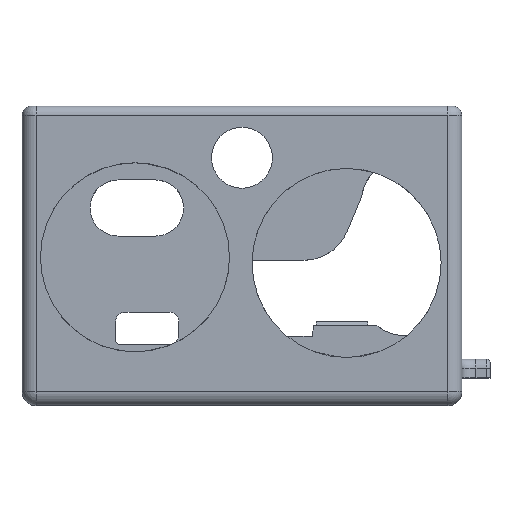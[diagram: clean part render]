
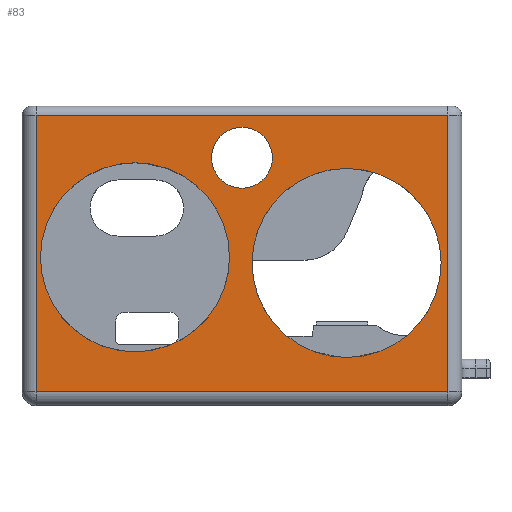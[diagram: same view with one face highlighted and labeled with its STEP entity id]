
A CAD part, top view. The second image highlights one B-rep face of the part: STEP entity #83.
In plain terms, the highlighted planar face has unit normal (0, 0, 1).
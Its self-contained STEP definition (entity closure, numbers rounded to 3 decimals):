
#47 = VERTEX_POINT ( 'NONE', #2582 ) ;
#83 = ADVANCED_FACE ( 'NONE', ( #1989, #5967, #6098, #1213 ), #3985, .F. ) ;
#107 = ORIENTED_EDGE ( 'NONE', *, *, #3589, .F. ) ;
#156 = LINE ( 'NONE', #1012, #771 ) ;
#248 = CARTESIAN_POINT ( 'NONE',  ( 171.469, -32.956, 21.5 ) ) ;
#391 = CARTESIAN_POINT ( 'NONE',  ( 0., 26.044, 21.5 ) ) ;
#582 = DIRECTION ( 'NONE',  ( 0., 0., -1. ) ) ;
#600 = CARTESIAN_POINT ( 'NONE',  ( 83.469, 26.044, 21.5 ) ) ;
#713 = CARTESIAN_POINT ( 'NONE',  ( 104.61, -4.258, 21.5 ) ) ;
#753 = EDGE_LOOP ( 'NONE', ( #107, #2183 ) ) ;
#771 = VECTOR ( 'NONE', #2920, 1000. ) ;
#923 = DIRECTION ( 'NONE',  ( -1., 0., 0. ) ) ;
#963 = DIRECTION ( 'NONE',  ( 0., 0., 1. ) ) ;
#996 = DIRECTION ( 'NONE',  ( 0., 0., 1. ) ) ;
#1004 = EDGE_CURVE ( 'NONE', #7404, #5081, #156, .T. ) ;
#1008 = CARTESIAN_POINT ( 'NONE',  ( 171.469, 26.044, 21.5 ) ) ;
#1012 = CARTESIAN_POINT ( 'NONE',  ( 171.469, 0., 21.5 ) ) ;
#1189 = DIRECTION ( 'NONE',  ( 0., 0., 1. ) ) ;
#1213 = FACE_OUTER_BOUND ( 'NONE', #7971, .T. ) ;
#1284 = ORIENTED_EDGE ( 'NONE', *, *, #1004, .T. ) ;
#1438 = CARTESIAN_POINT ( 'NONE',  ( 0., -32.956, 21.5 ) ) ;
#1466 = CARTESIAN_POINT ( 'NONE',  ( 170.025, -5.467, 21.5 ) ) ;
#1611 = CARTESIAN_POINT ( 'NONE',  ( 127.469, 17., 21.5 ) ) ;
#1691 = EDGE_CURVE ( 'NONE', #5714, #7404, #7595, .T. ) ;
#1895 = CARTESIAN_POINT ( 'NONE',  ( 0., 0., 21.5 ) ) ;
#1989 = FACE_BOUND ( 'NONE', #753, .T. ) ;
#2092 = VERTEX_POINT ( 'NONE', #7535 ) ;
#2183 = ORIENTED_EDGE ( 'NONE', *, *, #6268, .F. ) ;
#2387 = VECTOR ( 'NONE', #3042, 1000. ) ;
#2392 = AXIS2_PLACEMENT_3D ( 'NONE', #3318, #1189, #8114 ) ;
#2468 = AXIS2_PLACEMENT_3D ( 'NONE', #3810, #996, #8643 ) ;
#2530 = CARTESIAN_POINT ( 'NONE',  ( 129.625, -5.467, 21.5 ) ) ;
#2582 = CARTESIAN_POINT ( 'NONE',  ( 84.41, -4.258, 21.5 ) ) ;
#2608 = DIRECTION ( 'NONE',  ( 1., 0., 0. ) ) ;
#2622 = DIRECTION ( 'NONE',  ( -1., 0., 0. ) ) ;
#2710 = AXIS2_PLACEMENT_3D ( 'NONE', #1895, #582, #2622 ) ;
#2727 = EDGE_CURVE ( 'NONE', #6394, #5714, #5845, .T. ) ;
#2849 = CARTESIAN_POINT ( 'NONE',  ( 83.469, -32.956, 21.5 ) ) ;
#2863 = VECTOR ( 'NONE', #3523, 1000. ) ;
#2920 = DIRECTION ( 'NONE',  ( 0., 1., 0. ) ) ;
#3042 = DIRECTION ( 'NONE',  ( 0., -1., 0. ) ) ;
#3250 = CARTESIAN_POINT ( 'NONE',  ( 120.969, 17., 21.5 ) ) ;
#3318 = CARTESIAN_POINT ( 'NONE',  ( 127.469, 17., 21.5 ) ) ;
#3325 = ORIENTED_EDGE ( 'NONE', *, *, #2727, .T. ) ;
#3477 = DIRECTION ( 'NONE',  ( 1., 0., 0. ) ) ;
#3523 = DIRECTION ( 'NONE',  ( 1., 0., 0. ) ) ;
#3589 = EDGE_CURVE ( 'NONE', #4401, #2092, #6138, .T. ) ;
#3810 = CARTESIAN_POINT ( 'NONE',  ( 149.825, -5.467, 21.5 ) ) ;
#3830 = CIRCLE ( 'NONE', #7158, 20.2 ) ;
#3939 = EDGE_CURVE ( 'NONE', #47, #7782, #3830, .T. ) ;
#3977 = AXIS2_PLACEMENT_3D ( 'NONE', #1611, #4379, #923 ) ;
#3985 = PLANE ( 'NONE',  #2710 ) ;
#4058 = CIRCLE ( 'NONE', #2468, 20.2 ) ;
#4096 = ORIENTED_EDGE ( 'NONE', *, *, #5931, .F. ) ;
#4131 = AXIS2_PLACEMENT_3D ( 'NONE', #5415, #5469, #2608 ) ;
#4340 = EDGE_CURVE ( 'NONE', #8865, #4460, #4058, .T. ) ;
#4379 = DIRECTION ( 'NONE',  ( 0., 0., 1. ) ) ;
#4401 = VERTEX_POINT ( 'NONE', #3250 ) ;
#4460 = VERTEX_POINT ( 'NONE', #2530 ) ;
#4463 = DIRECTION ( 'NONE',  ( 1., 0., 0. ) ) ;
#4486 = DIRECTION ( 'NONE',  ( -1., 0., 0. ) ) ;
#4560 = CIRCLE ( 'NONE', #2392, 6.5 ) ;
#5043 = CIRCLE ( 'NONE', #6488, 20.2 ) ;
#5081 = VERTEX_POINT ( 'NONE', #1008 ) ;
#5381 = ORIENTED_EDGE ( 'NONE', *, *, #1691, .T. ) ;
#5415 = CARTESIAN_POINT ( 'NONE',  ( 149.825, -5.467, 21.5 ) ) ;
#5469 = DIRECTION ( 'NONE',  ( 0., 0., 1. ) ) ;
#5714 = VERTEX_POINT ( 'NONE', #2849 ) ;
#5786 = EDGE_CURVE ( 'NONE', #5081, #6394, #7913, .T. ) ;
#5845 = LINE ( 'NONE', #8606, #2387 ) ;
#5931 = EDGE_CURVE ( 'NONE', #4460, #8865, #7013, .T. ) ;
#5967 = FACE_BOUND ( 'NONE', #7542, .T. ) ;
#6098 = FACE_BOUND ( 'NONE', #7151, .T. ) ;
#6138 = CIRCLE ( 'NONE', #3977, 6.5 ) ;
#6268 = EDGE_CURVE ( 'NONE', #2092, #4401, #4560, .T. ) ;
#6394 = VERTEX_POINT ( 'NONE', #600 ) ;
#6471 = ORIENTED_EDGE ( 'NONE', *, *, #7231, .F. ) ;
#6488 = AXIS2_PLACEMENT_3D ( 'NONE', #713, #7772, #3477 ) ;
#6573 = CARTESIAN_POINT ( 'NONE',  ( 104.61, -4.258, 21.5 ) ) ;
#6916 = ORIENTED_EDGE ( 'NONE', *, *, #5786, .T. ) ;
#7013 = CIRCLE ( 'NONE', #4131, 20.2 ) ;
#7151 = EDGE_LOOP ( 'NONE', ( #7515, #4096 ) ) ;
#7158 = AXIS2_PLACEMENT_3D ( 'NONE', #6573, #963, #4463 ) ;
#7231 = EDGE_CURVE ( 'NONE', #7782, #47, #5043, .T. ) ;
#7404 = VERTEX_POINT ( 'NONE', #248 ) ;
#7515 = ORIENTED_EDGE ( 'NONE', *, *, #4340, .F. ) ;
#7535 = CARTESIAN_POINT ( 'NONE',  ( 133.969, 17., 21.5 ) ) ;
#7542 = EDGE_LOOP ( 'NONE', ( #6471, #8636 ) ) ;
#7595 = LINE ( 'NONE', #1438, #2863 ) ;
#7772 = DIRECTION ( 'NONE',  ( 0., 0., 1. ) ) ;
#7782 = VERTEX_POINT ( 'NONE', #8473 ) ;
#7913 = LINE ( 'NONE', #391, #8595 ) ;
#7971 = EDGE_LOOP ( 'NONE', ( #1284, #6916, #3325, #5381 ) ) ;
#8114 = DIRECTION ( 'NONE',  ( -1., 0., 0. ) ) ;
#8473 = CARTESIAN_POINT ( 'NONE',  ( 124.81, -4.258, 21.5 ) ) ;
#8595 = VECTOR ( 'NONE', #4486, 1000. ) ;
#8606 = CARTESIAN_POINT ( 'NONE',  ( 83.469, 0., 21.5 ) ) ;
#8636 = ORIENTED_EDGE ( 'NONE', *, *, #3939, .F. ) ;
#8643 = DIRECTION ( 'NONE',  ( 1., 0., 0. ) ) ;
#8865 = VERTEX_POINT ( 'NONE', #1466 ) ;
